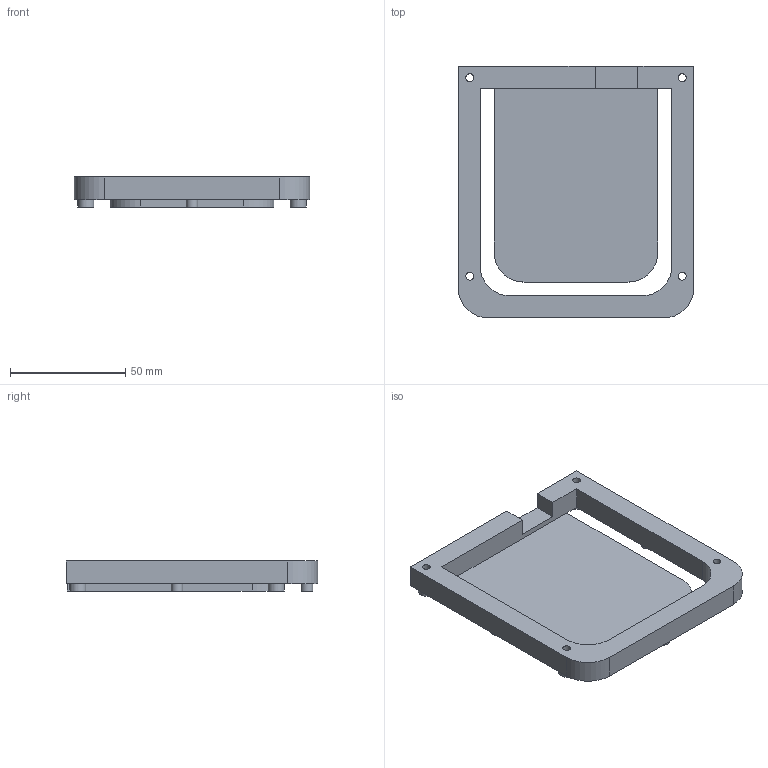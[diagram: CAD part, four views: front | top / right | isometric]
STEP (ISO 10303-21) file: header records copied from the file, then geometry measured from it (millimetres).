
FILE_DESCRIPTION(/* description */ (''),/* implementation_level */ '2;1');
FILE_NAME(/* name */ 'KPad Bottom Case.step',/* time_stamp */ '2025-11-29T18:07:42-06:00',/* author */ (''),/* organization */ (''),/* preprocessor_version */ 'ST-DEVELOPER v20.1',/* originating_system */ 'Autodesk Translation Framework v14.21.0.0',/* authorisation */ '');
FILE_SCHEMA (('AUTOMOTIVE_DESIGN { 1 0 10303 214 3 1 1 }'));
Length unit declared in the file: millimetre
Products named in the file (1): 2025-11-29-18-07-42-523
Bounding box: 102 x 109 x 13 mm (x, y, z)
Volume: 54991.2 mm3; surface area: 28311.2 mm2
Topology: 1 solids, 1 shells, 51 faces, 115 edges, 76 vertices
Faces by surface type: plane 30, cylinder 21
Full cylindrical faces by diameter (mm): 3.4 x4, 5 x3, 6 x4, 7 x4
Entity records: 1488 total; most frequent: DIRECTION 261, CARTESIAN_POINT 243, ORIENTED_EDGE 230, EDGE_CURVE 115, AXIS2_PLACEMENT_3D 94, VERTEX_POINT 76, LINE 73, VECTOR 73
